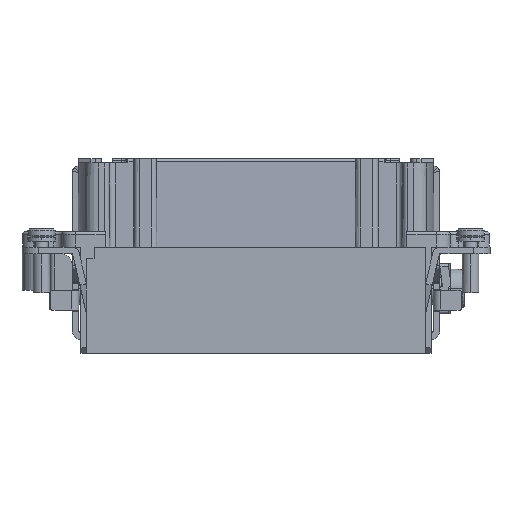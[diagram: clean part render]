
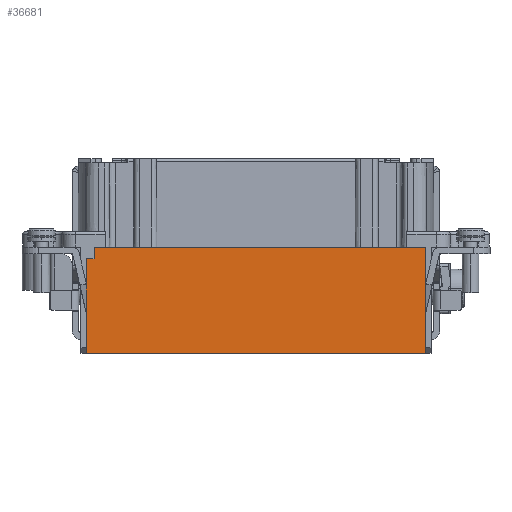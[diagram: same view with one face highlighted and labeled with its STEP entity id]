
A CAD part, left-side view. The second image highlights one B-rep face of the part: STEP entity #36681.
In plain terms, the highlighted planar face has unit normal (-1, 0, 0).
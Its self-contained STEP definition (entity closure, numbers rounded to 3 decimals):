
#101=DIRECTION('',(0.,-1.,0.));
#102=VECTOR('',#101,59.887);
#103=CARTESIAN_POINT('',(-16.95,29.237,-2.7));
#104=LINE('',#103,#102);
#2184=DIRECTION('',(0.,1.,0.));
#2185=VECTOR('',#2184,0.01);
#2186=CARTESIAN_POINT('',(-16.95,29.237,-4.7));
#2187=LINE('',#2186,#2185);
#2188=DIRECTION('',(0.,0.,1.));
#2189=VECTOR('',#2188,2.);
#2190=CARTESIAN_POINT('',(-16.95,29.237,-4.7));
#2191=LINE('',#2190,#2189);
#2192=DIRECTION('',(0.,-0.005,1.));
#2193=VECTOR('',#2192,0.1);
#2194=CARTESIAN_POINT('',(-16.95,29.248,-4.8));
#2195=LINE('',#2194,#2193);
#2200=DIRECTION('',(0.,0.,1.));
#2201=VECTOR('',#2200,19.2);
#2202=CARTESIAN_POINT('',(-16.95,-30.65,-21.9));
#2203=LINE('',#2202,#2201);
#5588=DIRECTION('',(0.,1.,0.));
#5589=VECTOR('',#5588,1.402);
#5590=CARTESIAN_POINT('',(-16.95,29.248,-4.8));
#5591=LINE('',#5590,#5589);
#6634=DIRECTION('',(0.,0.,-1.));
#6635=VECTOR('',#6634,17.1);
#6636=CARTESIAN_POINT('',(-16.95,30.65,-4.8));
#6637=LINE('',#6636,#6635);
#6666=DIRECTION('',(0.,1.,0.));
#6667=VECTOR('',#6666,61.3);
#6668=CARTESIAN_POINT('',(-16.95,-30.65,-21.9));
#6669=LINE('',#6668,#6667);
#30539=CARTESIAN_POINT('',(-16.95,-30.65,-21.9));
#30540=CARTESIAN_POINT('',(-16.95,30.65,-21.9));
#30541=VERTEX_POINT('',#30539);
#30542=VERTEX_POINT('',#30540);
#30601=CARTESIAN_POINT('',(-16.95,29.248,-4.8));
#30602=VERTEX_POINT('',#30601);
#30909=CARTESIAN_POINT('',(-16.95,29.247,-4.7));
#30910=VERTEX_POINT('',#30909);
#30915=CARTESIAN_POINT('',(-16.95,30.65,-4.8));
#30916=VERTEX_POINT('',#30915);
#30919=CARTESIAN_POINT('',(-16.95,29.237,-2.7));
#30920=CARTESIAN_POINT('',(-16.95,-30.65,-2.7));
#30921=VERTEX_POINT('',#30919);
#30922=VERTEX_POINT('',#30920);
#30932=CARTESIAN_POINT('',(-16.95,29.237,-4.7));
#30934=VERTEX_POINT('',#30932);
#36661=CARTESIAN_POINT('',(-16.95,27.3,-2.7));
#36662=DIRECTION('',(1.,0.,0.));
#36663=DIRECTION('',(0.,1.,0.));
#36664=AXIS2_PLACEMENT_3D('',#36661,#36662,#36663);
#36665=PLANE('',#36664);
#36666=ORIENTED_EDGE('',*,*,#36654,.F.);
#36667=ORIENTED_EDGE('',*,*,#36643,.T.);
#36668=ORIENTED_EDGE('',*,*,#35501,.T.);
#36670=ORIENTED_EDGE('',*,*,#36669,.F.);
#36672=ORIENTED_EDGE('',*,*,#36671,.T.);
#36674=ORIENTED_EDGE('',*,*,#36673,.F.);
#36676=ORIENTED_EDGE('',*,*,#36675,.F.);
#36678=ORIENTED_EDGE('',*,*,#36677,.T.);
#36679=EDGE_LOOP('',(#36666,#36667,#36668,#36670,#36672,#36674,#36676,#36678));
#36680=FACE_OUTER_BOUND('',#36679,.F.);
#36681=ADVANCED_FACE('',(#36680),#36665,.F.);
#35501=EDGE_CURVE('',#30921,#30922,#104,.T.);
#36643=EDGE_CURVE('',#30934,#30921,#2191,.T.);
#36654=EDGE_CURVE('',#30934,#30910,#2187,.T.);
#36669=EDGE_CURVE('',#30541,#30922,#2203,.T.);
#36671=EDGE_CURVE('',#30541,#30542,#6669,.T.);
#36673=EDGE_CURVE('',#30916,#30542,#6637,.T.);
#36675=EDGE_CURVE('',#30602,#30916,#5591,.T.);
#36677=EDGE_CURVE('',#30602,#30910,#2195,.T.);
